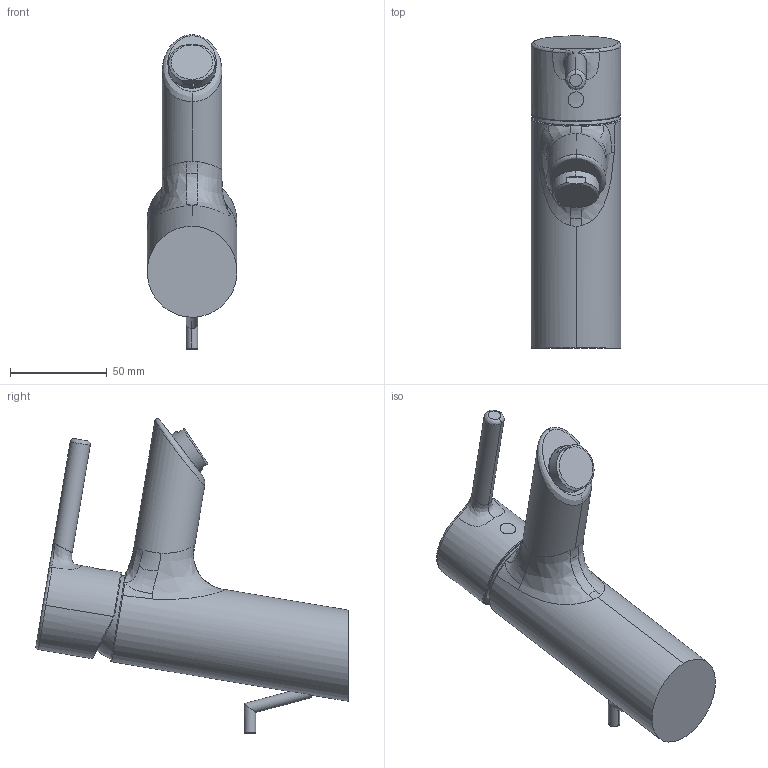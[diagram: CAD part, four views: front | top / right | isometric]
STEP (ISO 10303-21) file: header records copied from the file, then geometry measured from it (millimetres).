
FILE_DESCRIPTION (( 'STEP AP203' ), '1' );
FILE_NAME ('5240226700006(2023).STEP', '2023-09-04T09:11:22', ( '' ), ( '' ), 'SwSTEP 2.0', 'SolidWorks 2016', '' );
FILE_SCHEMA (( 'CONFIG_CONTROL_DESIGN' ));
Length unit declared in the file: millimetre
Products named in the file (1): 5240226700006(2023)
Bounding box: 46.56 x 161.6 x 162.7 mm (x, y, z)
Volume: 335614 mm3; surface area: 37359.9 mm2
Topology: 1 solids, 1 shells, 82 faces, 203 edges, 128 vertices
Faces by surface type: bspline 49, cylinder 16, plane 15, cone 2
Entity records: 12997 total; most frequent: CARTESIAN_POINT 11442, ORIENTED_EDGE 406, EDGE_CURVE 203, B_SPLINE_CURVE_WITH_KNOTS 144, DIRECTION 138, VERTEX_POINT 128, EDGE_LOOP 87, ADVANCED_FACE 82
